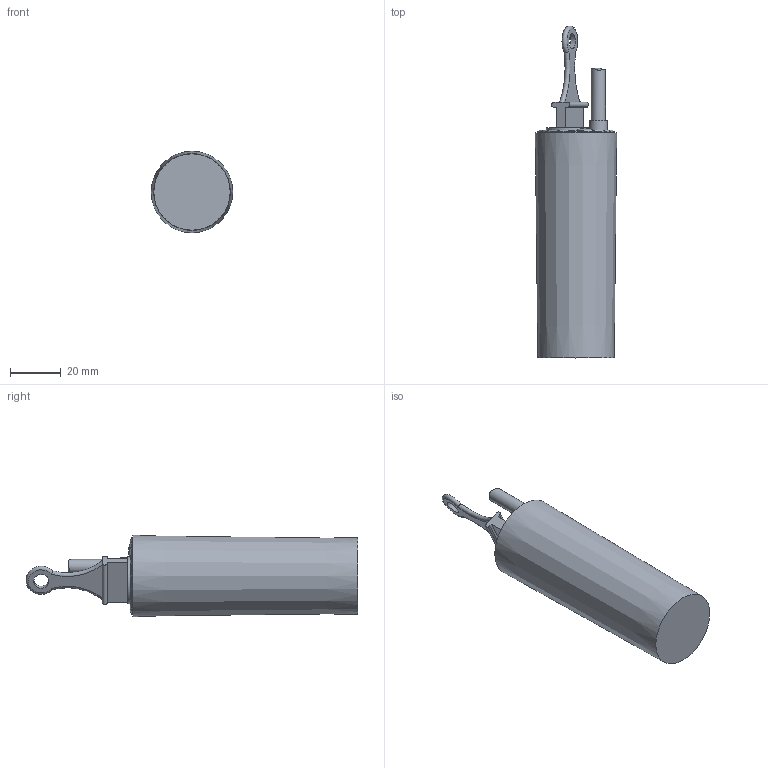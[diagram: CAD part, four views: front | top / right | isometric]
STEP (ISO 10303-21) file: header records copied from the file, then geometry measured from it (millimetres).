
FILE_DESCRIPTION(/* description */ (''),/* implementation_level */ '2;1');
FILE_NAME(/* name */ 'KA0761_Shrinkwrap_1.stp',/* time_stamp */ '2021-11-03T14:16:01+01:00',/* author */ ('Krieger Anja'),/* organization */ (''),/* preprocessor_version */ 'ST-DEVELOPER v18.1',/* originating_system */ 'Autodesk Inventor 2021',/* authorisation */ '');
FILE_SCHEMA (('AUTOMOTIVE_DESIGN { 1 0 10303 214 3 1 1 }'));
Length unit declared in the file: millimetre
Products named in the file (1): KA0761_Shrinkwrap_1
Bounding box: 32 x 130.48 x 32 mm (x, y, z)
Volume: 19771 mm3; surface area: 21222.3 mm2
Topology: 2 solids, 2 shells, 63 faces, 144 edges, 95 vertices
Faces by surface type: plane 35, cylinder 19, torus 4, cone 3, bspline 1, sphere 1
Full cylindrical faces by diameter (mm): 2.4 x1, 3 x1, 3.1 x1, 3.8 x1, 4 x1, 5 x1, 5.6 x1, 5.8 x1, 5.9 x1, 6 x1, 7 x1, 10 x1, 28.2 x1, 30 x1
Entity records: 2125 total; most frequent: CARTESIAN_POINT 532, DIRECTION 310, ORIENTED_EDGE 284, EDGE_CURVE 142, AXIS2_PLACEMENT_3D 120, VERTEX_POINT 95, EDGE_LOOP 79, LINE 70
